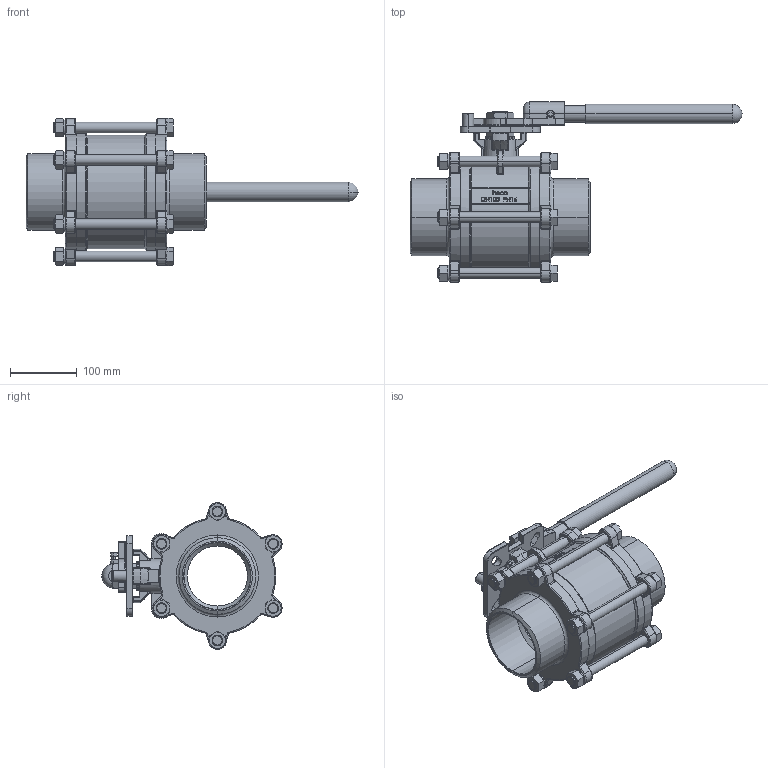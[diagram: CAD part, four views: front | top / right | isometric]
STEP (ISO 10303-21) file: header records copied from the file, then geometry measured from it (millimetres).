
FILE_DESCRIPTION (( 'STEP AP214' ), '1' );
FILE_NAME ('K3-400-0SS-4 Kugelhahn heco.STEP', '2018-07-11T09:10:07', ( '' ), ( '' ), 'SwSTEP 2.0', 'SolidWorks 2016', '' );
FILE_SCHEMA (( 'AUTOMOTIVE_DESIGN' ));
Length unit declared in the file: millimetre
Products named in the file (1): K3-400-0SS-4 Kugelhahn heco
Bounding box: 497.5 x 270.05 x 220.71 mm (x, y, z)
Volume: 3602142.8 mm3; surface area: 432069.1 mm2
Topology: 1 solids, 2 shells, 1941 faces, 4700 edges, 2786 vertices
Faces by surface type: plane 530, cylinder 470, bspline 398, torus 293, cone 186, sphere 64
Entity records: 80092 total; most frequent: CARTESIAN_POINT 33523, ORIENTED_EDGE 9284, DIRECTION 8422, EDGE_CURVE 4642, AXIS2_PLACEMENT_3D 3316, VERTEX_POINT 2781, EDGE_LOOP 2051, ADVANCED_FACE 1941
